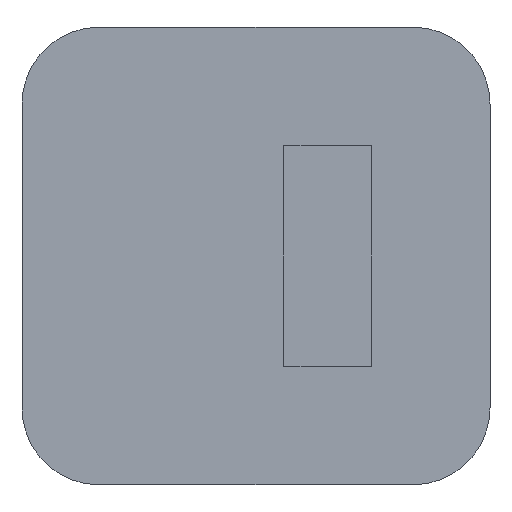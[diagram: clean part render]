
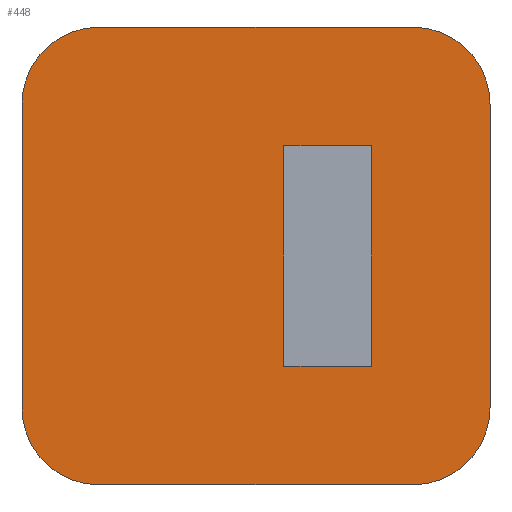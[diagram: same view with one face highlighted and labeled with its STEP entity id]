
A CAD part, front view. The second image highlights one B-rep face of the part: STEP entity #448.
In plain terms, the highlighted planar face has unit normal (0, -1, 0).
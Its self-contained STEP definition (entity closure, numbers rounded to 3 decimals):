
#19=FACE_BOUND('',#74,.T.);
#20=CIRCLE('',#484,4.4);
#22=CIRCLE('',#488,4.4);
#24=CIRCLE('',#492,4.4);
#26=CIRCLE('',#496,4.4);
#46=FACE_OUTER_BOUND('',#73,.T.);
#73=EDGE_LOOP('',(#351,#352,#353,#354,#355,#356,#357,#358));
#74=EDGE_LOOP('',(#359,#360,#361,#362));
#87=LINE('',#640,#139);
#91=LINE('',#648,#143);
#94=LINE('',#654,#146);
#97=LINE('',#659,#149);
#99=LINE('',#665,#151);
#104=LINE('',#679,#156);
#108=LINE('',#691,#160);
#112=LINE('',#703,#164);
#139=VECTOR('',#516,10.);
#143=VECTOR('',#522,10.);
#146=VECTOR('',#527,10.);
#149=VECTOR('',#532,10.);
#151=VECTOR('',#538,10.);
#156=VECTOR('',#551,10.);
#160=VECTOR('',#563,10.);
#164=VECTOR('',#575,10.);
#191=VERTEX_POINT('',#638);
#192=VERTEX_POINT('',#639);
#195=VERTEX_POINT('',#647);
#197=VERTEX_POINT('',#653);
#199=VERTEX_POINT('',#663);
#200=VERTEX_POINT('',#664);
#203=VERTEX_POINT('',#672);
#205=VERTEX_POINT('',#678);
#207=VERTEX_POINT('',#684);
#209=VERTEX_POINT('',#690);
#211=VERTEX_POINT('',#696);
#213=VERTEX_POINT('',#702);
#231=EDGE_CURVE('',#191,#192,#87,.T.);
#235=EDGE_CURVE('',#195,#191,#91,.T.);
#238=EDGE_CURVE('',#197,#195,#94,.T.);
#241=EDGE_CURVE('',#192,#197,#97,.T.);
#243=EDGE_CURVE('',#199,#200,#99,.T.);
#247=EDGE_CURVE('',#203,#199,#20,.T.);
#250=EDGE_CURVE('',#205,#203,#104,.T.);
#253=EDGE_CURVE('',#207,#205,#22,.T.);
#256=EDGE_CURVE('',#209,#207,#108,.T.);
#259=EDGE_CURVE('',#211,#209,#24,.T.);
#262=EDGE_CURVE('',#213,#211,#112,.T.);
#265=EDGE_CURVE('',#200,#213,#26,.T.);
#351=ORIENTED_EDGE('',*,*,#265,.F.);
#352=ORIENTED_EDGE('',*,*,#243,.F.);
#353=ORIENTED_EDGE('',*,*,#247,.F.);
#354=ORIENTED_EDGE('',*,*,#250,.F.);
#355=ORIENTED_EDGE('',*,*,#253,.F.);
#356=ORIENTED_EDGE('',*,*,#256,.F.);
#357=ORIENTED_EDGE('',*,*,#259,.F.);
#358=ORIENTED_EDGE('',*,*,#262,.F.);
#359=ORIENTED_EDGE('',*,*,#231,.T.);
#360=ORIENTED_EDGE('',*,*,#241,.T.);
#361=ORIENTED_EDGE('',*,*,#238,.T.);
#362=ORIENTED_EDGE('',*,*,#235,.T.);
#421=PLANE('',#499);
#448=ADVANCED_FACE('',(#46,#19),#421,.F.);
#484=AXIS2_PLACEMENT_3D('',#673,#544,#545);
#488=AXIS2_PLACEMENT_3D('',#685,#556,#557);
#492=AXIS2_PLACEMENT_3D('',#697,#568,#569);
#496=AXIS2_PLACEMENT_3D('',#708,#580,#581);
#499=AXIS2_PLACEMENT_3D('',#711,#586,#587);
#516=DIRECTION('',(1.,0.,0.));
#522=DIRECTION('',(0.,0.,1.));
#527=DIRECTION('',(-1.,0.,0.));
#532=DIRECTION('',(0.,0.,-1.));
#538=DIRECTION('',(0.,0.,-1.));
#544=DIRECTION('center_axis',(0.,1.,0.));
#545=DIRECTION('ref_axis',(0.,0.,1.));
#551=DIRECTION('',(1.,0.,0.));
#556=DIRECTION('center_axis',(0.,1.,0.));
#557=DIRECTION('ref_axis',(-1.,0.,0.));
#563=DIRECTION('',(0.,0.,1.));
#568=DIRECTION('center_axis',(0.,1.,0.));
#569=DIRECTION('ref_axis',(0.,0.,-1.));
#575=DIRECTION('',(-1.,0.,0.));
#580=DIRECTION('center_axis',(0.,1.,0.));
#581=DIRECTION('ref_axis',(1.,0.,0.));
#586=DIRECTION('center_axis',(0.,1.,0.));
#587=DIRECTION('ref_axis',(1.,0.,0.));
#638=CARTESIAN_POINT('',(1.6,0.,6.3));
#639=CARTESIAN_POINT('',(6.6,0.,6.3));
#640=CARTESIAN_POINT('',(0.8,0.,6.3));
#647=CARTESIAN_POINT('',(1.6,0.,-6.3));
#648=CARTESIAN_POINT('',(1.6,0.,-3.15));
#653=CARTESIAN_POINT('',(6.6,0.,-6.3));
#654=CARTESIAN_POINT('',(3.3,0.,-6.3));
#659=CARTESIAN_POINT('',(6.6,0.,3.15));
#663=CARTESIAN_POINT('',(13.4,0.,8.7));
#664=CARTESIAN_POINT('',(13.4,0.,-8.7));
#665=CARTESIAN_POINT('',(13.4,0.,8.7));
#672=CARTESIAN_POINT('',(9.,0.,13.1));
#673=CARTESIAN_POINT('Origin',(9.,0.,8.7));
#678=CARTESIAN_POINT('',(-9.,0.,13.1));
#679=CARTESIAN_POINT('',(-9.,0.,13.1));
#684=CARTESIAN_POINT('',(-13.4,0.,8.7));
#685=CARTESIAN_POINT('Origin',(-9.,0.,8.7));
#690=CARTESIAN_POINT('',(-13.4,0.,-8.7));
#691=CARTESIAN_POINT('',(-13.4,0.,-8.7));
#696=CARTESIAN_POINT('',(-9.,0.,-13.1));
#697=CARTESIAN_POINT('Origin',(-9.,0.,-8.7));
#702=CARTESIAN_POINT('',(9.,0.,-13.1));
#703=CARTESIAN_POINT('',(9.,0.,-13.1));
#708=CARTESIAN_POINT('Origin',(9.,0.,-8.7));
#711=CARTESIAN_POINT('Origin',(0.,0.,0.));
